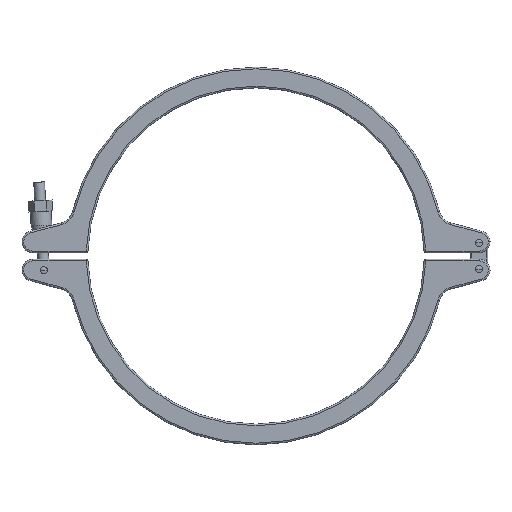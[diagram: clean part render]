
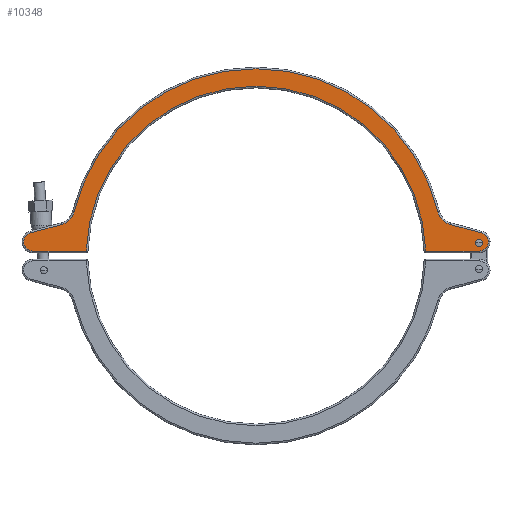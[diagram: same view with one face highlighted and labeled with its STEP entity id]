
A CAD part, top view. The second image highlights one B-rep face of the part: STEP entity #10348.
In plain terms, the highlighted planar face has unit normal (0, 0, 1).
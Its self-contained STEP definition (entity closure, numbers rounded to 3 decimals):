
#88 = VERTEX_POINT ( 'NONE', #1999 ) ;
#138 = DIRECTION ( 'NONE',  ( 1., 0., 0. ) ) ;
#179 = VERTEX_POINT ( 'NONE', #2886 ) ;
#276 = DIRECTION ( 'NONE',  ( 1., 0., 0. ) ) ;
#392 = CARTESIAN_POINT ( 'NONE',  ( 213.5, 13., 12. ) ) ;
#393 = VECTOR ( 'NONE', #10095, 1000. ) ;
#430 = EDGE_CURVE ( 'NONE', #10504, #12014, #5449, .T. ) ;
#548 = CARTESIAN_POINT ( 'NONE',  ( 0., 0., 12. ) ) ;
#613 = FACE_OUTER_BOUND ( 'NONE', #7613, .T. ) ;
#790 = DIRECTION ( 'NONE',  ( 0., 0., 1. ) ) ;
#924 = LINE ( 'NONE', #1873, #1392 ) ;
#1093 = DIRECTION ( 'NONE',  ( 1., 0., 0. ) ) ;
#1136 = CARTESIAN_POINT ( 'NONE',  ( -183.112, 44.747, 12. ) ) ;
#1357 = VERTEX_POINT ( 'NONE', #10316 ) ;
#1392 = VECTOR ( 'NONE', #2962, 1000. ) ;
#1518 = EDGE_CURVE ( 'NONE', #88, #5497, #8018, .T. ) ;
#1588 = VERTEX_POINT ( 'NONE', #5135 ) ;
#1617 = CARTESIAN_POINT ( 'NONE',  ( -207.2, 21.21, 12. ) ) ;
#1631 = DIRECTION ( 'NONE',  ( 0., 0., 1. ) ) ;
#1715 = AXIS2_PLACEMENT_3D ( 'NONE', #6495, #10386, #5531 ) ;
#1873 = CARTESIAN_POINT ( 'NONE',  ( 205., 4.5, 12. ) ) ;
#1893 = CARTESIAN_POINT ( 'NONE',  ( -207.2, 21.21, 12. ) ) ;
#1999 = CARTESIAN_POINT ( 'NONE',  ( -167.084, 40.83, 12. ) ) ;
#2020 = CARTESIAN_POINT ( 'NONE',  ( -178.841, 28.809, 12. ) ) ;
#2067 = VERTEX_POINT ( 'NONE', #392 ) ;
#2163 = ORIENTED_EDGE ( 'NONE', *, *, #1518, .T. ) ;
#2165 = DIRECTION ( 'NONE',  ( 0., 0., -1. ) ) ;
#2257 = CARTESIAN_POINT ( 'NONE',  ( 205., 4.5, 12. ) ) ;
#2307 = CARTESIAN_POINT ( 'NONE',  ( -155.935, 4.5, 12. ) ) ;
#2589 = DIRECTION ( 'NONE',  ( -0.966, 0.259, 0. ) ) ;
#2661 = DIRECTION ( 'NONE',  ( 0., 0., 1. ) ) ;
#2742 = CIRCLE ( 'NONE', #9866, 8.5 ) ;
#2750 = CIRCLE ( 'NONE', #8439, 156. ) ;
#2786 = CARTESIAN_POINT ( 'NONE',  ( -205., 4.5, 12. ) ) ;
#2886 = CARTESIAN_POINT ( 'NONE',  ( 201.7, 12., 12. ) ) ;
#2962 = DIRECTION ( 'NONE',  ( 1., 0., 0. ) ) ;
#2976 = ORIENTED_EDGE ( 'NONE', *, *, #430, .T. ) ;
#3049 = DIRECTION ( 'NONE',  ( 1., 0., 0. ) ) ;
#3344 = DIRECTION ( 'NONE',  ( 1., 0., 0. ) ) ;
#3476 = PLANE ( 'NONE',  #10144 ) ;
#3775 = CARTESIAN_POINT ( 'NONE',  ( -205., 13., 12. ) ) ;
#3780 = ORIENTED_EDGE ( 'NONE', *, *, #10004, .T. ) ;
#3871 = DIRECTION ( 'NONE',  ( 0., 0., -1. ) ) ;
#3934 = CIRCLE ( 'NONE', #6987, 3.3 ) ;
#3992 = EDGE_CURVE ( 'NONE', #179, #4049, #3934, .T. ) ;
#4049 = VERTEX_POINT ( 'NONE', #6954 ) ;
#4051 = EDGE_CURVE ( 'NONE', #7579, #9078, #4078, .T. ) ;
#4075 = CARTESIAN_POINT ( 'NONE',  ( 178.841, 28.809, 12. ) ) ;
#4078 = LINE ( 'NONE', #5105, #6781 ) ;
#4142 = CIRCLE ( 'NONE', #1715, 172. ) ;
#4194 = CARTESIAN_POINT ( 'NONE',  ( 205., 13., 12. ) ) ;
#4233 = AXIS2_PLACEMENT_3D ( 'NONE', #9995, #2165, #6042 ) ;
#4437 = EDGE_CURVE ( 'NONE', #1588, #88, #4142, .T. ) ;
#4925 = EDGE_CURVE ( 'NONE', #2067, #10504, #2742, .T. ) ;
#4933 = ORIENTED_EDGE ( 'NONE', *, *, #4437, .T. ) ;
#5105 = CARTESIAN_POINT ( 'NONE',  ( -154.471, 4.5, 12. ) ) ;
#5135 = CARTESIAN_POINT ( 'NONE',  ( 167.084, 40.83, 12. ) ) ;
#5449 = LINE ( 'NONE', #8443, #12268 ) ;
#5497 = VERTEX_POINT ( 'NONE', #2020 ) ;
#5531 = DIRECTION ( 'NONE',  ( 1., 0., 0. ) ) ;
#5674 = DIRECTION ( 'NONE',  ( 0., 0., 1. ) ) ;
#5768 = AXIS2_PLACEMENT_3D ( 'NONE', #1136, #3871, #3049 ) ;
#5878 = AXIS2_PLACEMENT_3D ( 'NONE', #11397, #2661, #276 ) ;
#6042 = DIRECTION ( 'NONE',  ( 1., 0., 0. ) ) ;
#6196 = LINE ( 'NONE', #1893, #393 ) ;
#6293 = CARTESIAN_POINT ( 'NONE',  ( 0., 0., 12. ) ) ;
#6495 = CARTESIAN_POINT ( 'NONE',  ( 0., 0., 12. ) ) ;
#6701 = EDGE_CURVE ( 'NONE', #9078, #1357, #2750, .T. ) ;
#6781 = VECTOR ( 'NONE', #138, 1000. ) ;
#6882 = CARTESIAN_POINT ( 'NONE',  ( 205., 13., 12. ) ) ;
#6931 = ORIENTED_EDGE ( 'NONE', *, *, #6701, .T. ) ;
#6954 = CARTESIAN_POINT ( 'NONE',  ( 208.3, 12., 12. ) ) ;
#6987 = AXIS2_PLACEMENT_3D ( 'NONE', #12308, #5674, #11359 ) ;
#7028 = ORIENTED_EDGE ( 'NONE', *, *, #11368, .F. ) ;
#7273 = CIRCLE ( 'NONE', #10118, 8.5 ) ;
#7417 = ORIENTED_EDGE ( 'NONE', *, *, #3992, .F. ) ;
#7529 = DIRECTION ( 'NONE',  ( 1., 0., 0. ) ) ;
#7579 = VERTEX_POINT ( 'NONE', #2786 ) ;
#7613 = EDGE_LOOP ( 'NONE', ( #8837, #6931, #10350, #3780, #9993, #2976, #11641, #4933, #2163, #9523, #8643 ) ) ;
#8018 = CIRCLE ( 'NONE', #5768, 16.5 ) ;
#8021 = DIRECTION ( 'NONE',  ( 1., 0., 0. ) ) ;
#8078 = DIRECTION ( 'NONE',  ( 0., 0., 1. ) ) ;
#8249 = VERTEX_POINT ( 'NONE', #2257 ) ;
#8439 = AXIS2_PLACEMENT_3D ( 'NONE', #6293, #8745, #1093 ) ;
#8443 = CARTESIAN_POINT ( 'NONE',  ( 178.841, 28.809, 12. ) ) ;
#8643 = ORIENTED_EDGE ( 'NONE', *, *, #8914, .T. ) ;
#8745 = DIRECTION ( 'NONE',  ( 0., 0., -1. ) ) ;
#8837 = ORIENTED_EDGE ( 'NONE', *, *, #4051, .T. ) ;
#8914 = EDGE_CURVE ( 'NONE', #10606, #7579, #7273, .T. ) ;
#8940 = CARTESIAN_POINT ( 'NONE',  ( 207.2, 21.21, 12. ) ) ;
#9078 = VERTEX_POINT ( 'NONE', #2307 ) ;
#9523 = ORIENTED_EDGE ( 'NONE', *, *, #11389, .T. ) ;
#9724 = CIRCLE ( 'NONE', #4233, 16.5 ) ;
#9866 = AXIS2_PLACEMENT_3D ( 'NONE', #6882, #11794, #8021 ) ;
#9991 = EDGE_CURVE ( 'NONE', #12014, #1588, #9724, .T. ) ;
#9993 = ORIENTED_EDGE ( 'NONE', *, *, #4925, .T. ) ;
#9995 = CARTESIAN_POINT ( 'NONE',  ( 183.112, 44.747, 12. ) ) ;
#10004 = EDGE_CURVE ( 'NONE', #8249, #2067, #11353, .T. ) ;
#10095 = DIRECTION ( 'NONE',  ( -0.966, -0.259, 0. ) ) ;
#10118 = AXIS2_PLACEMENT_3D ( 'NONE', #3775, #790, #7529 ) ;
#10144 = AXIS2_PLACEMENT_3D ( 'NONE', #548, #1631, #3344 ) ;
#10316 = CARTESIAN_POINT ( 'NONE',  ( 155.935, 4.5, 12. ) ) ;
#10348 = ADVANCED_FACE ( 'NONE', ( #613, #12322 ), #3476, .T. ) ;
#10350 = ORIENTED_EDGE ( 'NONE', *, *, #11683, .T. ) ;
#10386 = DIRECTION ( 'NONE',  ( 0., 0., 1. ) ) ;
#10504 = VERTEX_POINT ( 'NONE', #8940 ) ;
#10606 = VERTEX_POINT ( 'NONE', #1617 ) ;
#10757 = AXIS2_PLACEMENT_3D ( 'NONE', #4194, #8078, #11973 ) ;
#10975 = CIRCLE ( 'NONE', #5878, 3.3 ) ;
#11353 = CIRCLE ( 'NONE', #10757, 8.5 ) ;
#11359 = DIRECTION ( 'NONE',  ( 1., 0., 0. ) ) ;
#11368 = EDGE_CURVE ( 'NONE', #4049, #179, #10975, .T. ) ;
#11389 = EDGE_CURVE ( 'NONE', #5497, #10606, #6196, .T. ) ;
#11397 = CARTESIAN_POINT ( 'NONE',  ( 205., 12., 12. ) ) ;
#11641 = ORIENTED_EDGE ( 'NONE', *, *, #9991, .T. ) ;
#11683 = EDGE_CURVE ( 'NONE', #1357, #8249, #924, .T. ) ;
#11794 = DIRECTION ( 'NONE',  ( 0., 0., 1. ) ) ;
#11973 = DIRECTION ( 'NONE',  ( 1., 0., 0. ) ) ;
#12014 = VERTEX_POINT ( 'NONE', #4075 ) ;
#12222 = EDGE_LOOP ( 'NONE', ( #7417, #7028 ) ) ;
#12268 = VECTOR ( 'NONE', #2589, 1000. ) ;
#12308 = CARTESIAN_POINT ( 'NONE',  ( 205., 12., 12. ) ) ;
#12322 = FACE_BOUND ( 'NONE', #12222, .T. ) ;
